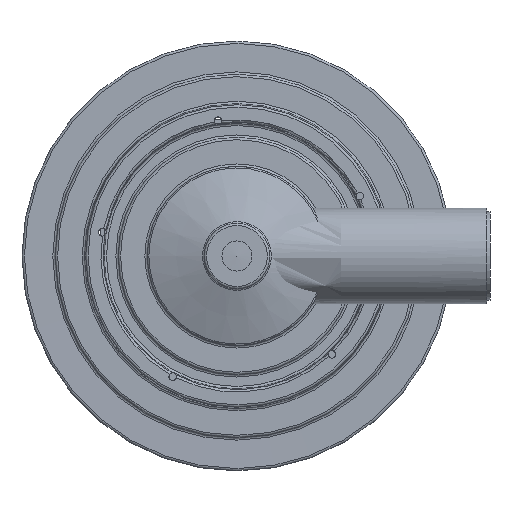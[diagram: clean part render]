
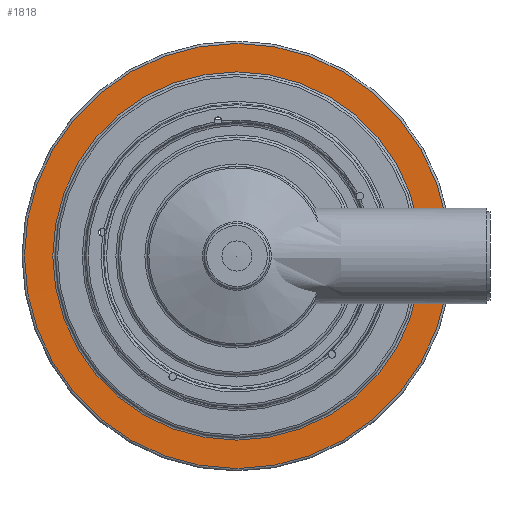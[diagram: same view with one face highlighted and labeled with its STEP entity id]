
A CAD part, front view. The second image highlights one B-rep face of the part: STEP entity #1818.
In plain terms, the highlighted conical face has half-angle 89.796 degrees and reference radius 103.464 mm.
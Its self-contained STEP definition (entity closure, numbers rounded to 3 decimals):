
#1818=ADVANCED_FACE('',(#10812,#10814),#10816,.F.);
#10812=FACE_OUTER_BOUND('',#10813,.T.);
#10813=EDGE_LOOP('',(#29535));
#10814=FACE_OUTER_BOUND('',#10815,.T.);
#10815=EDGE_LOOP('',(#29536));
#10816=CONICAL_SURFACE('',#10817,103.464,1.567);
#10817=AXIS2_PLACEMENT_3D('',#10818,#10819,#10820);
#10818=CARTESIAN_POINT('',(0.,-3.5,0.));
#10819=DIRECTION('',(-0.,-1.,0.));
#10820=DIRECTION('',(1.,-0.,-0.));
#29535=ORIENTED_EDGE('',*,*,#34263,.T.);
#29536=ORIENTED_EDGE('',*,*,#34270,.F.);
#34263=EDGE_CURVE('',#37058,#37058,#37059,.T.);
#34270=EDGE_CURVE('',#37072,#37072,#37073,.T.);
#37058=VERTEX_POINT('',#44925);
#37059=CIRCLE('',#44926,96.051);
#37072=VERTEX_POINT('',#45067);
#37073=CIRCLE('',#45068,110.877);
#44925=CARTESIAN_POINT('',(-96.051,-3.474,0.));
#44926=AXIS2_PLACEMENT_3D('',#44927,#44928,#44929);
#44927=CARTESIAN_POINT('',(0.,-3.474,0.));
#44928=DIRECTION('',(0.,1.,-0.));
#44929=DIRECTION('',(-1.,0.,0.));
#45067=CARTESIAN_POINT('',(-110.877,-3.526,0.));
#45068=AXIS2_PLACEMENT_3D('',#45069,#45070,#45071);
#45069=CARTESIAN_POINT('',(0.,-3.526,0.));
#45070=DIRECTION('',(0.,1.,-0.));
#45071=DIRECTION('',(-1.,0.,0.));
